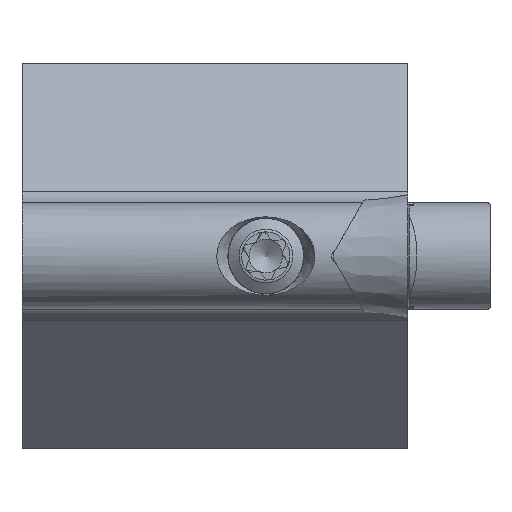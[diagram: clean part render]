
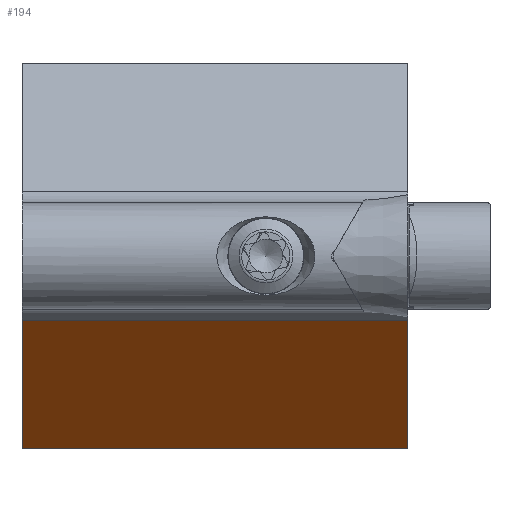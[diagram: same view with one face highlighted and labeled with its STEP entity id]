
A CAD part, left-side view. The second image highlights one B-rep face of the part: STEP entity #194.
In plain terms, the highlighted planar face has unit normal (-0.707, 0, -0.707).
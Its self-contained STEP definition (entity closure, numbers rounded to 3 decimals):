
#194=ADVANCED_FACE('',(#360),#292,.F.);
#292=PLANE('',#1756);
#360=FACE_OUTER_BOUND('',#454,.T.);
#454=EDGE_LOOP('',(#622,#623,#624,#625));
#622=ORIENTED_EDGE('',*,*,#1192,.F.);
#623=ORIENTED_EDGE('',*,*,#1235,.T.);
#624=ORIENTED_EDGE('',*,*,#1202,.F.);
#625=ORIENTED_EDGE('',*,*,#1188,.F.);
#1033=VERTEX_POINT('',#2406);
#1035=VERTEX_POINT('',#2409);
#1038=VERTEX_POINT('',#2416);
#1045=VERTEX_POINT('',#2436);
#1188=EDGE_CURVE('',#1033,#1035,#1428,.T.);
#1192=EDGE_CURVE('',#1038,#1033,#1431,.T.);
#1202=EDGE_CURVE('',#1035,#1045,#1439,.T.);
#1235=EDGE_CURVE('',#1038,#1045,#1463,.T.);
#1428=LINE('',#2408,#1585);
#1431=LINE('',#2417,#1588);
#1439=LINE('',#2435,#1596);
#1463=LINE('',#2553,#1620);
#1585=VECTOR('',#1913,1.);
#1588=VECTOR('',#1920,1.);
#1596=VECTOR('',#1936,1.);
#1620=VECTOR('',#1982,1.);
#1756=AXIS2_PLACEMENT_3D('',#2554,#1983,#1984);
#1913=DIRECTION('',(0.,1.,0.));
#1920=DIRECTION('',(0.707,0.,-0.707));
#1936=DIRECTION('',(-0.707,0.,0.707));
#1982=DIRECTION('',(0.,1.,0.));
#1983=DIRECTION('',(0.707,0.,0.707));
#1984=DIRECTION('',(0.707,0.,-0.707));
#2406=CARTESIAN_POINT('',(52.5,0.,-20.));
#2408=CARTESIAN_POINT('',(52.5,40.,-20.));
#2409=CARTESIAN_POINT('',(52.5,40.,-20.));
#2416=CARTESIAN_POINT('',(39.172,0.,-6.672));
#2417=CARTESIAN_POINT('',(52.5,0.,-20.));
#2435=CARTESIAN_POINT('',(52.5,40.,-20.));
#2436=CARTESIAN_POINT('',(39.172,40.,-6.672));
#2553=CARTESIAN_POINT('',(39.172,40.,-6.672));
#2554=CARTESIAN_POINT('',(52.5,40.,-20.));
